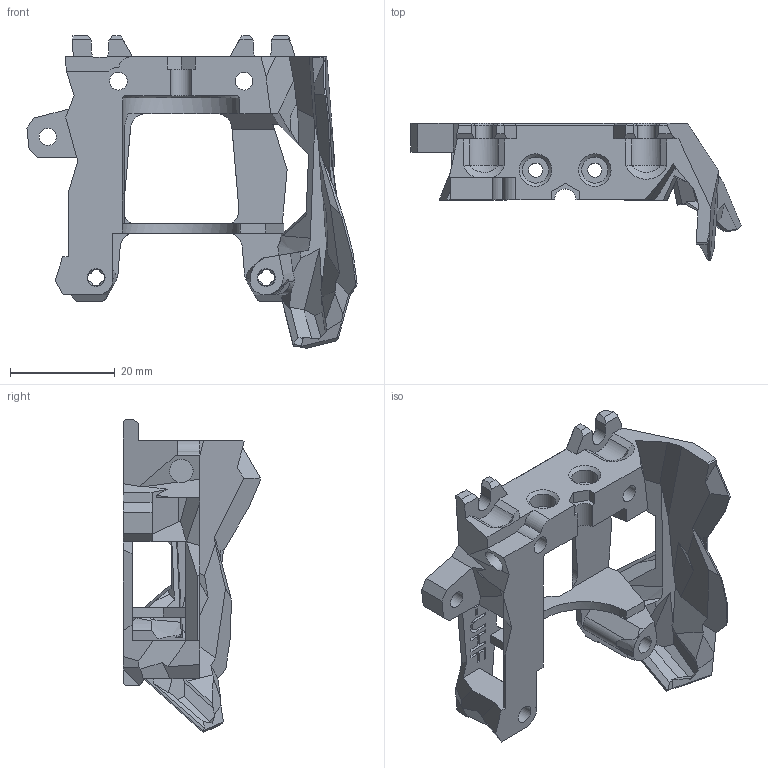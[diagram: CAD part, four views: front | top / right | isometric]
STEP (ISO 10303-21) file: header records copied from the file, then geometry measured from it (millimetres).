
FILE_DESCRIPTION(/* description */ (''),/* implementation_level */ '2;1');
FILE_NAME(/* name */ 'SB_Dragon_cutting_UHF_mini_TH_Rear.stp',/* time_stamp */ '2023-12-12T04:45:18+01:00',/* author */ (''),/* organization */ (''),/* preprocessor_version */ 'ST-DEVELOPER v16.7',/* originating_system */ 'SIEMENS PLM Software NX 1847',/* authorisation */ '');
FILE_SCHEMA (('AP203_CONFIGURATION_CONTROLLED_3D_DESIGN_OF_MECHANICAL_PARTS_AND_ASSEMBLIES_MIM_LF { 1 0 10303 403 2 1 2}'));
Length unit declared in the file: millimetre
Products named in the file (1): SB_Dragon_cutting_UHF_mini_TH_Rear
Bounding box: 63.05 x 26.26 x 59.7 mm (x, y, z)
Volume: 11632.6 mm3; surface area: 9912.6 mm2
Topology: 1 solids, 1 shells, 538 faces, 1588 edges, 1030 vertices
Faces by surface type: plane 423, cylinder 77, cone 23, bspline 10, extrusion 5
Full cylindrical faces by diameter (mm): 2.7 x2, 3.3 x1, 3.4 x6, 4.5 x1, 5 x2, 6 x2
Entity records: 19181 total; most frequent: CARTESIAN_POINT 4904, ORIENTED_EDGE 3166, DIRECTION 2664, EDGE_CURVE 1583, VECTOR 1220, LINE 1215, VERTEX_POINT 1028, AXIS2_PLACEMENT_3D 722
